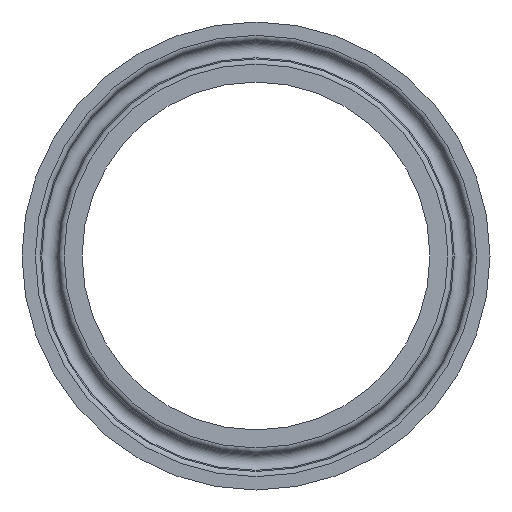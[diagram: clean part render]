
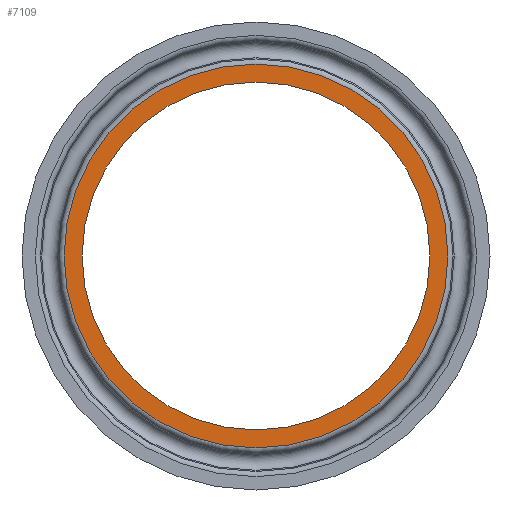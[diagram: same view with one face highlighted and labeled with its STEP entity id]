
A CAD part, left-side view. The second image highlights one B-rep face of the part: STEP entity #7109.
In plain terms, the highlighted planar face has unit normal (-1, 0, 0).
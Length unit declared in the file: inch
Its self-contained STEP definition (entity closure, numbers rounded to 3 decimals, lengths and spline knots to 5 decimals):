
#61=FACE_BOUND('',#2467,.T.);
#1670=PLANE('',#7571);
#2043=FACE_OUTER_BOUND('',#2466,.T.);
#2466=EDGE_LOOP('',(#6553,#6554));
#2467=EDGE_LOOP('',(#6555,#6556));
#2652=CIRCLE('',#7568,1.03172);
#2653=CIRCLE('',#7569,1.03172);
#2655=CIRCLE('',#7572,0.935);
#2656=CIRCLE('',#7573,0.935);
#3430=VERTEX_POINT('',#15937);
#3431=VERTEX_POINT('',#15939);
#3432=VERTEX_POINT('',#15944);
#3433=VERTEX_POINT('',#15945);
#4483=EDGE_CURVE('',#3430,#3431,#2652,.T.);
#4484=EDGE_CURVE('',#3431,#3430,#2653,.T.);
#4486=EDGE_CURVE('',#3432,#3433,#2655,.T.);
#4487=EDGE_CURVE('',#3433,#3432,#2656,.T.);
#6553=ORIENTED_EDGE('',*,*,#4484,.F.);
#6554=ORIENTED_EDGE('',*,*,#4483,.F.);
#6555=ORIENTED_EDGE('',*,*,#4486,.T.);
#6556=ORIENTED_EDGE('',*,*,#4487,.T.);
#7109=ADVANCED_FACE('',(#2043,#61),#1670,.T.);
#7568=AXIS2_PLACEMENT_3D('',#15940,#8942,#8943);
#7569=AXIS2_PLACEMENT_3D('',#15941,#8944,#8945);
#7571=AXIS2_PLACEMENT_3D('',#15943,#8948,#8949);
#7572=AXIS2_PLACEMENT_3D('',#15946,#8950,#8951);
#7573=AXIS2_PLACEMENT_3D('',#15947,#8952,#8953);
#8942=DIRECTION('center_axis',(1.,0.,0.));
#8943=DIRECTION('ref_axis',(0.,-1.,0.));
#8944=DIRECTION('center_axis',(1.,0.,0.));
#8945=DIRECTION('ref_axis',(0.,-1.,0.));
#8948=DIRECTION('center_axis',(-1.,0.,0.));
#8949=DIRECTION('ref_axis',(0.,0.,1.));
#8950=DIRECTION('center_axis',(1.,0.,0.));
#8951=DIRECTION('ref_axis',(0.,1.,0.));
#8952=DIRECTION('center_axis',(1.,0.,0.));
#8953=DIRECTION('ref_axis',(0.,1.,0.));
#15937=CARTESIAN_POINT('',(0.,0.,1.03172));
#15939=CARTESIAN_POINT('',(0.,1.03172,0.));
#15940=CARTESIAN_POINT('Origin',(0.,0.,
0.));
#15941=CARTESIAN_POINT('Origin',(0.,0.,
0.));
#15943=CARTESIAN_POINT('Origin',(0.,0.99329,
0.));
#15944=CARTESIAN_POINT('',(0.,0.935,0.));
#15945=CARTESIAN_POINT('',(0.,-0.935,0.));
#15946=CARTESIAN_POINT('Origin',(0.,0.,
0.));
#15947=CARTESIAN_POINT('Origin',(0.,0.,
0.));
